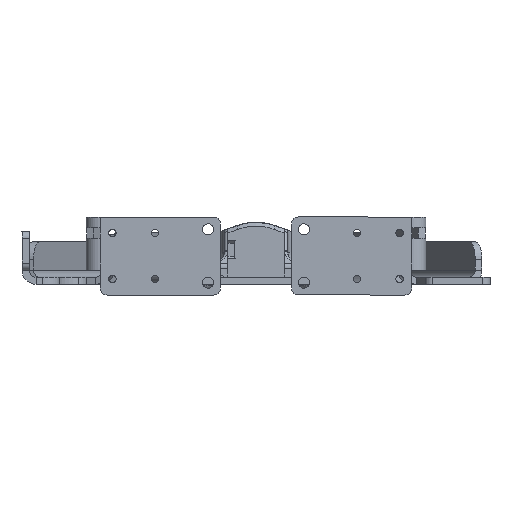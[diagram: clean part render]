
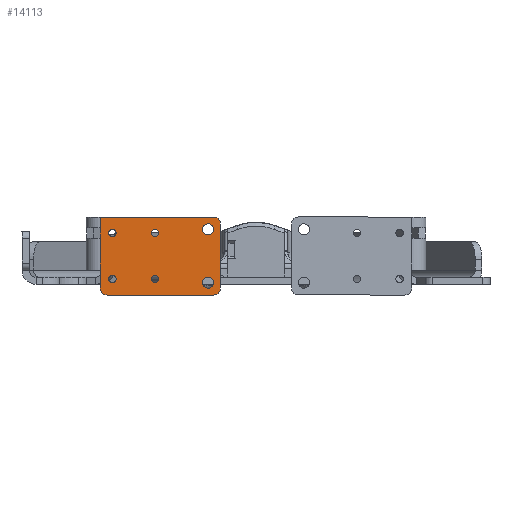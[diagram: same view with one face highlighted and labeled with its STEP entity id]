
A CAD part, left-side view. The second image highlights one B-rep face of the part: STEP entity #14113.
In plain terms, the highlighted planar face has unit normal (-1, 0, 0).
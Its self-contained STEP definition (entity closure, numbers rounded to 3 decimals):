
#388=FACE_BOUND('',#3203,.T.);
#389=FACE_BOUND('',#3204,.T.);
#390=FACE_BOUND('',#3205,.T.);
#391=FACE_BOUND('',#3206,.T.);
#392=FACE_BOUND('',#3207,.T.);
#393=FACE_BOUND('',#3208,.T.);
#1084=CIRCLE('',#15479,1.55);
#1088=CIRCLE('',#15485,1.05);
#1090=CIRCLE('',#15488,1.05);
#1096=CIRCLE('',#15497,1.55);
#1100=CIRCLE('',#15503,1.05);
#1102=CIRCLE('',#15506,1.05);
#1108=CIRCLE('',#15515,2.);
#1110=CIRCLE('',#15519,2.);
#1111=CIRCLE('',#15520,2.);
#2351=FACE_OUTER_BOUND('',#3202,.T.);
#3202=EDGE_LOOP('',(#12525,#12526,#12527,#12528,#12529,#12530,#12531,#12532,
#12533,#12534));
#3203=EDGE_LOOP('',(#12535));
#3204=EDGE_LOOP('',(#12536));
#3205=EDGE_LOOP('',(#12537));
#3206=EDGE_LOOP('',(#12538));
#3207=EDGE_LOOP('',(#12539));
#3208=EDGE_LOOP('',(#12540));
#4135=LINE('',#31707,#5193);
#4163=LINE('',#31793,#5221);
#4166=LINE('',#31802,#5224);
#4277=LINE('',#32194,#5335);
#4280=LINE('',#32200,#5338);
#4281=LINE('',#32203,#5339);
#4282=LINE('',#32205,#5340);
#5193=VECTOR('',#18459,10.);
#5221=VECTOR('',#18561,10.);
#5224=VECTOR('',#18570,10.);
#5335=VECTOR('',#18971,2.88);
#5338=VECTOR('',#18976,10.);
#5339=VECTOR('',#18979,10.);
#5340=VECTOR('',#18980,10.);
#6595=VERTEX_POINT('',#31690);
#6599=VERTEX_POINT('',#31702);
#6620=VERTEX_POINT('',#31792);
#6623=VERTEX_POINT('',#31800);
#6731=VERTEX_POINT('',#32112);
#6735=VERTEX_POINT('',#32124);
#6737=VERTEX_POINT('',#32130);
#6743=VERTEX_POINT('',#32148);
#6747=VERTEX_POINT('',#32160);
#6749=VERTEX_POINT('',#32166);
#6755=VERTEX_POINT('',#32184);
#6756=VERTEX_POINT('',#32185);
#6759=VERTEX_POINT('',#32193);
#6761=VERTEX_POINT('',#32199);
#6762=VERTEX_POINT('',#32201);
#6763=VERTEX_POINT('',#32204);
#8490=EDGE_CURVE('',#6595,#6599,#4135,.T.);
#8536=EDGE_CURVE('',#6620,#6595,#4163,.T.);
#8541=EDGE_CURVE('',#6599,#6623,#4166,.T.);
#8700=EDGE_CURVE('',#6731,#6731,#1084,.T.);
#8706=EDGE_CURVE('',#6735,#6735,#1088,.T.);
#8709=EDGE_CURVE('',#6737,#6737,#1090,.T.);
#8718=EDGE_CURVE('',#6743,#6743,#1096,.T.);
#8724=EDGE_CURVE('',#6747,#6747,#1100,.T.);
#8727=EDGE_CURVE('',#6749,#6749,#1102,.T.);
#8736=EDGE_CURVE('',#6755,#6756,#1108,.T.);
#8740=EDGE_CURVE('',#6756,#6759,#4277,.T.);
#8743=EDGE_CURVE('',#6761,#6755,#4280,.T.);
#8744=EDGE_CURVE('',#6762,#6761,#1110,.T.);
#8745=EDGE_CURVE('',#6762,#6620,#4281,.T.);
#8746=EDGE_CURVE('',#6623,#6763,#4282,.T.);
#8747=EDGE_CURVE('',#6759,#6763,#1111,.T.);
#12525=ORIENTED_EDGE('',*,*,#8736,.F.);
#12526=ORIENTED_EDGE('',*,*,#8743,.F.);
#12527=ORIENTED_EDGE('',*,*,#8744,.F.);
#12528=ORIENTED_EDGE('',*,*,#8745,.T.);
#12529=ORIENTED_EDGE('',*,*,#8536,.T.);
#12530=ORIENTED_EDGE('',*,*,#8490,.T.);
#12531=ORIENTED_EDGE('',*,*,#8541,.T.);
#12532=ORIENTED_EDGE('',*,*,#8746,.T.);
#12533=ORIENTED_EDGE('',*,*,#8747,.F.);
#12534=ORIENTED_EDGE('',*,*,#8740,.F.);
#12535=ORIENTED_EDGE('',*,*,#8700,.T.);
#12536=ORIENTED_EDGE('',*,*,#8706,.T.);
#12537=ORIENTED_EDGE('',*,*,#8709,.T.);
#12538=ORIENTED_EDGE('',*,*,#8718,.T.);
#12539=ORIENTED_EDGE('',*,*,#8724,.T.);
#12540=ORIENTED_EDGE('',*,*,#8727,.T.);
#13370=PLANE('',#15518);
#14113=ADVANCED_FACE('',(#2351,#388,#389,#390,#391,#392,#393),#13370,.T.);
#15479=AXIS2_PLACEMENT_3D('',#32113,#18879,#18880);
#15485=AXIS2_PLACEMENT_3D('',#32125,#18893,#18894);
#15488=AXIS2_PLACEMENT_3D('',#32131,#18900,#18901);
#15497=AXIS2_PLACEMENT_3D('',#32149,#18921,#18922);
#15503=AXIS2_PLACEMENT_3D('',#32161,#18935,#18936);
#15506=AXIS2_PLACEMENT_3D('',#32167,#18942,#18943);
#15515=AXIS2_PLACEMENT_3D('',#32186,#18963,#18964);
#15518=AXIS2_PLACEMENT_3D('',#32198,#18974,#18975);
#15519=AXIS2_PLACEMENT_3D('',#32202,#18977,#18978);
#15520=AXIS2_PLACEMENT_3D('',#32206,#18981,#18982);
#18459=DIRECTION('',(0.,0.,-1.));
#18561=DIRECTION('',(0.,0.,-1.));
#18570=DIRECTION('',(0.,0.,-1.));
#18879=DIRECTION('center_axis',(1.,0.,0.));
#18880=DIRECTION('ref_axis',(0.,1.,0.));
#18893=DIRECTION('center_axis',(1.,0.,0.));
#18894=DIRECTION('ref_axis',(0.,1.,0.));
#18900=DIRECTION('center_axis',(1.,0.,0.));
#18901=DIRECTION('ref_axis',(0.,1.,0.));
#18921=DIRECTION('center_axis',(1.,0.,0.));
#18922=DIRECTION('ref_axis',(0.,1.,0.));
#18935=DIRECTION('center_axis',(1.,0.,0.));
#18936=DIRECTION('ref_axis',(0.,1.,0.));
#18942=DIRECTION('center_axis',(1.,0.,0.));
#18943=DIRECTION('ref_axis',(0.,1.,0.));
#18963=DIRECTION('center_axis',(1.,0.,0.));
#18964=DIRECTION('ref_axis',(0.,-0.707,-0.707));
#18971=DIRECTION('',(0.,1.,0.));
#18974=DIRECTION('center_axis',(-1.,0.,0.));
#18975=DIRECTION('ref_axis',(0.,0.94,-0.342));
#18976=DIRECTION('',(0.,0.,-1.));
#18977=DIRECTION('center_axis',(1.,0.,0.));
#18978=DIRECTION('ref_axis',(0.,-0.707,0.707));
#18979=DIRECTION('',(0.,1.,0.));
#18980=DIRECTION('',(0.,0.,-1.));
#18981=DIRECTION('center_axis',(1.,0.,0.));
#18982=DIRECTION('ref_axis',(0.,0.707,-0.707));
#31690=CARTESIAN_POINT('',(-0.003,43.929,16.));
#31702=CARTESIAN_POINT('',(-0.003,43.929,13.));
#31707=CARTESIAN_POINT('',(-0.003,43.929,11.5));
#31792=CARTESIAN_POINT('',(-0.003,43.929,19.));
#31793=CARTESIAN_POINT('',(-0.003,43.929,11.5));
#31800=CARTESIAN_POINT('',(-0.003,43.929,4.));
#31802=CARTESIAN_POINT('',(-0.003,43.929,11.5));
#32112=CARTESIAN_POINT('',(-0.003,11.95,0.5));
#32113=CARTESIAN_POINT('Origin',(-0.003,13.5,
0.5));
#32124=CARTESIAN_POINT('',(-0.003,39.45,14.5));
#32125=CARTESIAN_POINT('Origin',(-0.003,40.5,
14.5));
#32130=CARTESIAN_POINT('',(-0.003,39.45,1.5));
#32131=CARTESIAN_POINT('Origin',(-0.003,40.5,
1.5));
#32148=CARTESIAN_POINT('',(-0.003,11.95,15.5));
#32149=CARTESIAN_POINT('Origin',(-0.003,13.5,
15.5));
#32160=CARTESIAN_POINT('',(-0.003,27.45,14.5));
#32161=CARTESIAN_POINT('Origin',(-0.003,28.5,
14.5));
#32166=CARTESIAN_POINT('',(-0.003,27.45,1.5));
#32167=CARTESIAN_POINT('Origin',(-0.003,28.5,
1.5));
#32184=CARTESIAN_POINT('',(-0.003,10.,-1.));
#32185=CARTESIAN_POINT('',(-0.003,12.,-3.));
#32186=CARTESIAN_POINT('Origin',(-0.003,12.,
-1.));
#32193=CARTESIAN_POINT('',(-0.003,41.929,-3.));
#32194=CARTESIAN_POINT('',(-0.003,52.977,-3.));
#32198=CARTESIAN_POINT('Origin',(-0.003,120.538,
26.353));
#32199=CARTESIAN_POINT('',(-0.003,10.,17.));
#32200=CARTESIAN_POINT('',(-0.003,10.,4.));
#32201=CARTESIAN_POINT('',(-0.003,12.,19.));
#32202=CARTESIAN_POINT('Origin',(-0.003,12.,17.));
#32203=CARTESIAN_POINT('',(-0.003,43.929,19.));
#32204=CARTESIAN_POINT('',(-0.003,43.929,-1.));
#32205=CARTESIAN_POINT('',(-0.003,43.929,4.));
#32206=CARTESIAN_POINT('Origin',(-0.003,41.929,
-1.));
